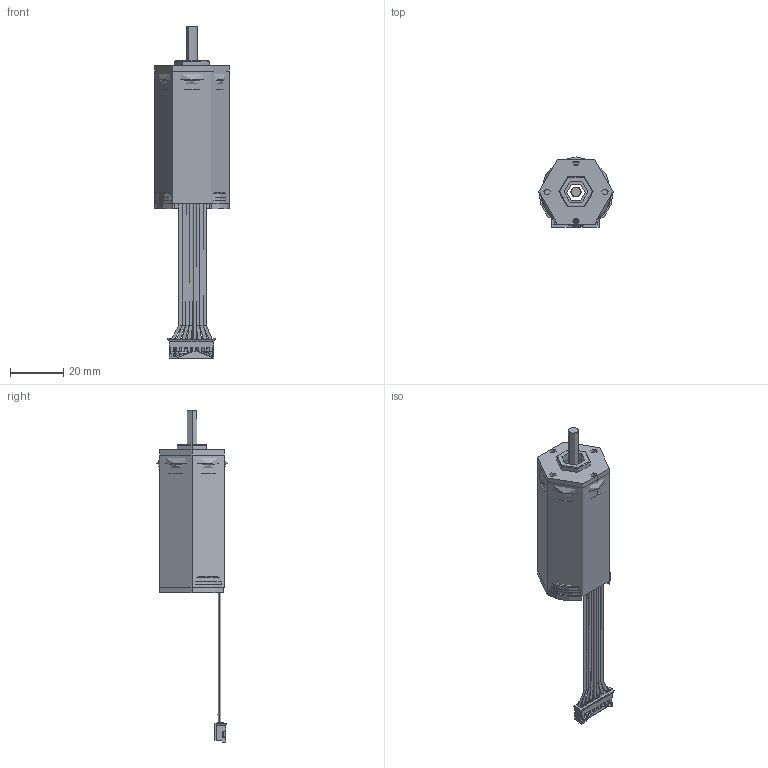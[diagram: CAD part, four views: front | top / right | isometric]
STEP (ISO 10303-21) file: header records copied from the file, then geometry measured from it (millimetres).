
FILE_DESCRIPTION (( 'STEP AP214' ), '1' );
FILE_NAME ('EC2854S.STEP', '2018-06-05T01:13:24', ( 'Sky123.Org' ), ( 'Sky123.Org' ), 'SwSTEP 2.0', 'SolidWorks 2013', '' );
FILE_SCHEMA (( 'AUTOMOTIVE_DESIGN' ));
Length unit declared in the file: millimetre
Products named in the file (6): 01.14.0065 傷赽盄; 01.01.0108 ヶ傷裔; 01.10.0312 粣; 01.02.0124 綴傷裔; 01.07.0011 儂褲; EC2854S
Assembly tree (5 placements, depth 2):
  EC2854S
    01.07.0011 儂褲
    01.02.0124 綴傷裔
    01.10.0312 粣
    01.01.0108 ヶ傷裔
    01.14.0065 傷赽盄
Bounding box: 28 x 26.5 x 125.26 mm (x, y, z)
Volume: 9246.6 mm3
Topology: 4 solids, 31 shells, 416 faces, 1037 edges, 648 vertices
Faces by surface type: plane 267, cylinder 115, bspline 18, cone 16
Entity records: 13399 total; most frequent: CARTESIAN_POINT 3482, DIRECTION 1982, ORIENTED_EDGE 1920, EDGE_CURVE 1035, VECTOR 712, LINE 712, VERTEX_POINT 643, AXIS2_PLACEMENT_3D 635
